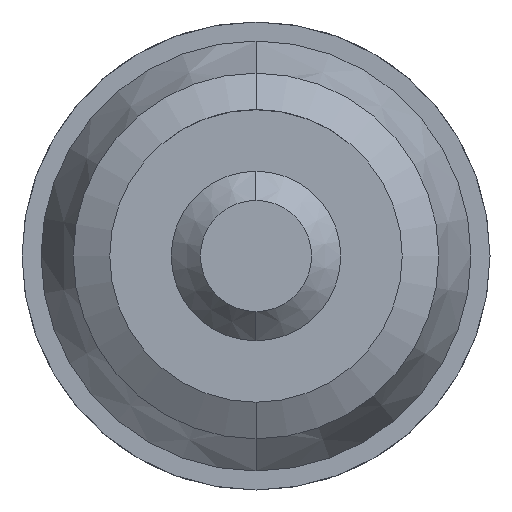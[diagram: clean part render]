
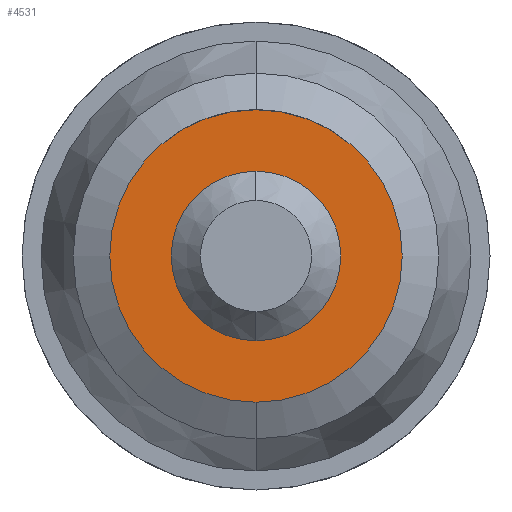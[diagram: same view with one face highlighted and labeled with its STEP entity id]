
A CAD part, front view. The second image highlights one B-rep face of the part: STEP entity #4531.
In plain terms, the highlighted planar face has unit normal (0, -1, 0).
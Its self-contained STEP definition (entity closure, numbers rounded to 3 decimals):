
#84 = CIRCLE ( 'NONE', #1523, 1. ) ;
#170 = DIRECTION ( 'NONE',  ( 0., 0., 1. ) ) ;
#438 = EDGE_LOOP ( 'NONE', ( #5277, #3141 ) ) ;
#521 = CARTESIAN_POINT ( 'NONE',  ( 0., -12.969, 0. ) ) ;
#637 = DIRECTION ( 'NONE',  ( 0., 1., 0. ) ) ;
#714 = AXIS2_PLACEMENT_3D ( 'NONE', #4116, #2374, #3555 ) ;
#756 = EDGE_CURVE ( 'Defeature ausgef�hrt2_34+Defeature ausgef�hrt2_35+Defeature ausgef�hrt2_35+Defeature ausgef�hrt2_35', #3195, #3084, #1228, .T. ) ;
#782 = CARTESIAN_POINT ( 'NONE',  ( 0., -12.969, -0.58 ) ) ;
#1142 = EDGE_LOOP ( 'NONE', ( #2452, #3913 ) ) ;
#1228 = CIRCLE ( 'NONE', #714, 1. ) ;
#1288 = PLANE ( 'NONE',  #2921 ) ;
#1341 = CARTESIAN_POINT ( 'NONE',  ( 0., -12.969, 0.58 ) ) ;
#1409 = EDGE_CURVE ( 'Defeature ausgef�hrt2_34+Defeature ausgef�hrt2_35+Defeature ausgef�hrt2_35+Defeature ausgef�hrt2_35', #3084, #3195, #84, .T. ) ;
#1432 = DIRECTION ( 'NONE',  ( 0., 0., 1. ) ) ;
#1510 = DIRECTION ( 'NONE',  ( 0., 1., 0. ) ) ;
#1523 = AXIS2_PLACEMENT_3D ( 'NONE', #4068, #1510, #1432 ) ;
#1838 = VERTEX_POINT ( 'NONE', #1341 ) ;
#1984 = CARTESIAN_POINT ( 'NONE',  ( 0., -12.969, 0. ) ) ;
#2192 = DIRECTION ( 'NONE',  ( 0., 1., 0. ) ) ;
#2374 = DIRECTION ( 'NONE',  ( 0., 1., 0. ) ) ;
#2452 = ORIENTED_EDGE ( 'NONE', *, *, #2707, .T. ) ;
#2707 = EDGE_CURVE ( 'Defeature ausgef�hrt2_35+Defeature ausgef�hrt2_37+Defeature ausgef�hrt2_37+Defeature ausgef�hrt2_37', #1838, #3973, #4538, .T. ) ;
#2921 = AXIS2_PLACEMENT_3D ( 'NONE', #3097, #2192, #170 ) ;
#3084 = VERTEX_POINT ( 'NONE', #4551 ) ;
#3092 = DIRECTION ( 'NONE',  ( 0., 1., 0. ) ) ;
#3097 = CARTESIAN_POINT ( 'NONE',  ( 1., -12.969, 0. ) ) ;
#3141 = ORIENTED_EDGE ( 'NONE', *, *, #756, .F. ) ;
#3195 = VERTEX_POINT ( 'NONE', #3460 ) ;
#3460 = CARTESIAN_POINT ( 'NONE',  ( 0., -12.969, -1. ) ) ;
#3527 = DIRECTION ( 'NONE',  ( 0., 0., 1. ) ) ;
#3555 = DIRECTION ( 'NONE',  ( 0., 0., 1. ) ) ;
#3729 = DIRECTION ( 'NONE',  ( 0., 0., 1. ) ) ;
#3913 = ORIENTED_EDGE ( 'NONE', *, *, #4427, .T. ) ;
#3973 = VERTEX_POINT ( 'NONE', #782 ) ;
#4068 = CARTESIAN_POINT ( 'NONE',  ( 0., -12.969, 0. ) ) ;
#4116 = CARTESIAN_POINT ( 'NONE',  ( 0., -12.969, 0. ) ) ;
#4404 = FACE_BOUND ( 'NONE', #1142, .T. ) ;
#4427 = EDGE_CURVE ( 'Defeature ausgef�hrt2_35+Defeature ausgef�hrt2_37+Defeature ausgef�hrt2_37+Defeature ausgef�hrt2_37', #3973, #1838, #5571, .T. ) ;
#4531 = ADVANCED_FACE ( 'Defeature ausgef�hrt2_35', ( #4879, #4404 ), #1288, .F. ) ;
#4538 = CIRCLE ( 'NONE', #5183, 0.58 ) ;
#4551 = CARTESIAN_POINT ( 'NONE',  ( 0., -12.969, 1. ) ) ;
#4879 = FACE_OUTER_BOUND ( 'NONE', #438, .T. ) ;
#5152 = AXIS2_PLACEMENT_3D ( 'NONE', #521, #3092, #3527 ) ;
#5183 = AXIS2_PLACEMENT_3D ( 'NONE', #1984, #637, #3729 ) ;
#5277 = ORIENTED_EDGE ( 'NONE', *, *, #1409, .F. ) ;
#5571 = CIRCLE ( 'NONE', #5152, 0.58 ) ;
